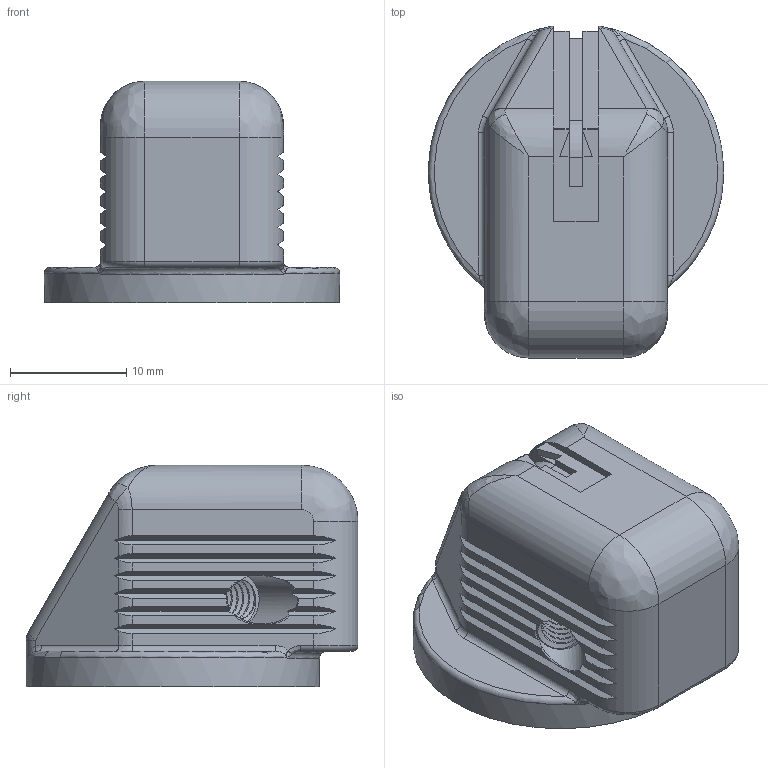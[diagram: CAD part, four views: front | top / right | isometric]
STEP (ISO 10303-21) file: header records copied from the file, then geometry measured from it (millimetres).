
FILE_DESCRIPTION(/* description */ (''),/* implementation_level */ '2;1');
FILE_NAME(/* name */ 'MS21384-04DNN - Marking.step',/* time_stamp */ '2025-04-18T22:20:24+08:00',/* author */ (''),/* organization */ (''),/* preprocessor_version */ 'ST-DEVELOPER v20.1',/* originating_system */ 'Autodesk Translation Framework v14.4.0.0',/* authorisation */ '');
FILE_SCHEMA (('AUTOMOTIVE_DESIGN { 1 0 10303 214 3 1 1 }'));
Length unit declared in the file: millimetre
Products named in the file (1): Knob 4_MS21384-04DNN
Bounding box: 25.4 x 28.56 x 19.05 mm (x, y, z)
Volume: 6460.4 mm3; surface area: 2975.8 mm2
Topology: 1 solids, 1 shells, 214 faces, 589 edges, 376 vertices
Faces by surface type: plane 93, cylinder 73, bspline 38, torus 7, sphere 2, cone 1
Full cylindrical faces by diameter (mm): 3.332 x10, 4.109 x12, 4.2 x2, 6.1 x1
Entity records: 12296 total; most frequent: CARTESIAN_POINT 7055, ORIENTED_EDGE 1170, DIRECTION 994, EDGE_CURVE 585, VERTEX_POINT 376, AXIS2_PLACEMENT_3D 368, LINE 258, VECTOR 258
